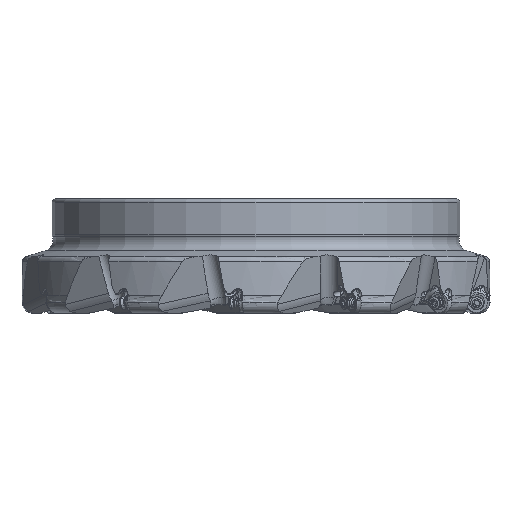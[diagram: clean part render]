
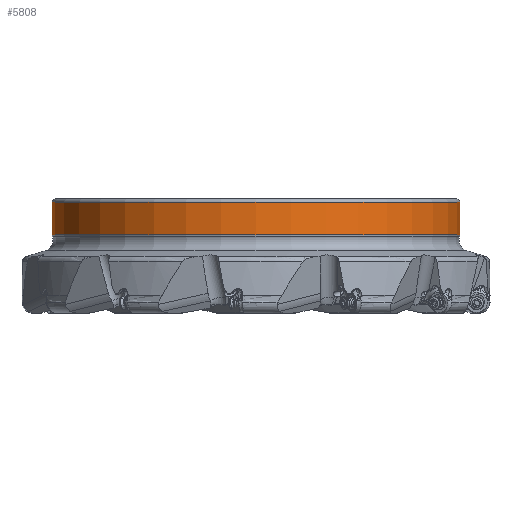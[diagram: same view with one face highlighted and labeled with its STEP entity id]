
A CAD part, front view. The second image highlights one B-rep face of the part: STEP entity #5808.
In plain terms, the highlighted cylindrical face has radius 109.995 mm (diameter 219.989 mm), a partial arc.
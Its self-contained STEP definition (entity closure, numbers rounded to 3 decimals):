
#1052=LINE('',#120241,#2011);
#1053=LINE('',#120245,#2012);
#2011=VECTOR('',#33378,1.);
#2012=VECTOR('',#33381,1.);
#2816=CYLINDRICAL_SURFACE('',#28435,109.995);
#4335=FACE_OUTER_BOUND('',#7689,.T.);
#5808=ADVANCED_FACE('',(#4335),#2816,.T.);
#7689=EDGE_LOOP('',(#15992,#15993,#15994,#15995));
#15992=ORIENTED_EDGE('',*,*,#24071,.F.);
#15993=ORIENTED_EDGE('',*,*,#24072,.F.);
#15994=ORIENTED_EDGE('',*,*,#24073,.F.);
#15995=ORIENTED_EDGE('',*,*,#24070,.F.);
#20334=VERTEX_POINT('',#120236);
#20335=VERTEX_POINT('',#120238);
#20336=VERTEX_POINT('',#120242);
#20337=VERTEX_POINT('',#120244);
#24070=EDGE_CURVE('',#20335,#20334,#25787,.T.);
#24071=EDGE_CURVE('',#20336,#20335,#1052,.T.);
#24072=EDGE_CURVE('',#20337,#20336,#25788,.T.);
#24073=EDGE_CURVE('',#20334,#20337,#1053,.T.);
#25787=CIRCLE('',#28432,109.995);
#25788=CIRCLE('',#28434,109.995);
#28432=AXIS2_PLACEMENT_3D('',#120239,#33374,#33375);
#28434=AXIS2_PLACEMENT_3D('',#120243,#33379,#33380);
#28435=AXIS2_PLACEMENT_3D('',#120246,#33382,#33383);
#33374=DIRECTION('',(0.,0.,-1.));
#33375=DIRECTION('',(1.,0.,0.));
#33378=DIRECTION('',(0.,0.,-1.));
#33379=DIRECTION('',(0.,0.,1.));
#33380=DIRECTION('',(-1.,0.,0.));
#33381=DIRECTION('',(0.,0.,1.));
#33382=DIRECTION('',(0.,0.,-1.));
#33383=DIRECTION('',(-1.,0.,0.));
#120236=CARTESIAN_POINT('',(-109.995,0.,-19.44));
#120238=CARTESIAN_POINT('',(109.995,0.,-19.44));
#120239=CARTESIAN_POINT('',(0.,0.,-19.44));
#120241=CARTESIAN_POINT('',(109.995,0.,-2.));
#120242=CARTESIAN_POINT('',(109.995,0.,-2.));
#120243=CARTESIAN_POINT('',(0.,0.,-2.));
#120244=CARTESIAN_POINT('',(-109.995,0.,-2.));
#120245=CARTESIAN_POINT('',(-109.995,0.,-19.44));
#120246=CARTESIAN_POINT('',(0.,0.,-1.651));
